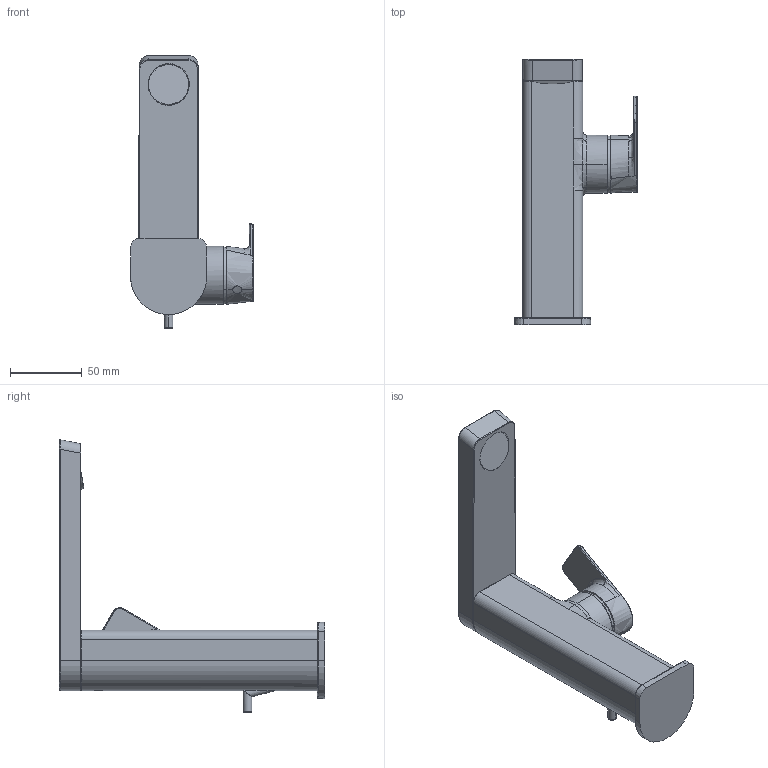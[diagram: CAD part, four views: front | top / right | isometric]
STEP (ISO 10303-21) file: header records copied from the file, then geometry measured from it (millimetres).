
FILE_DESCRIPTION (( 'STEP AP203' ), '1' );
FILE_NAME ('571522730004(2022)+571522730005(2022).STEP', '2022-02-21T06:59:41', ( '' ), ( '' ), 'SwSTEP 2.0', 'SolidWorks 2016', '' );
FILE_SCHEMA (( 'CONFIG_CONTROL_DESIGN' ));
Length unit declared in the file: millimetre
Products named in the file (1): 571522730004(2022)+571522730005(2022)
Bounding box: 85.75 x 185 x 189.97 mm (x, y, z)
Volume: 426592.6 mm3; surface area: 54559.4 mm2
Topology: 1 solids, 1 shells, 120 faces, 284 edges, 170 vertices
Faces by surface type: bspline 41, cylinder 40, plane 25, torus 8, cone 4, sphere 2
Entity records: 9504 total; most frequent: CARTESIAN_POINT 6999, ORIENTED_EDGE 564, DIRECTION 416, EDGE_CURVE 282, VERTEX_POINT 170, AXIS2_PLACEMENT_3D 162, EDGE_LOOP 126, FACE_OUTER_BOUND 120
